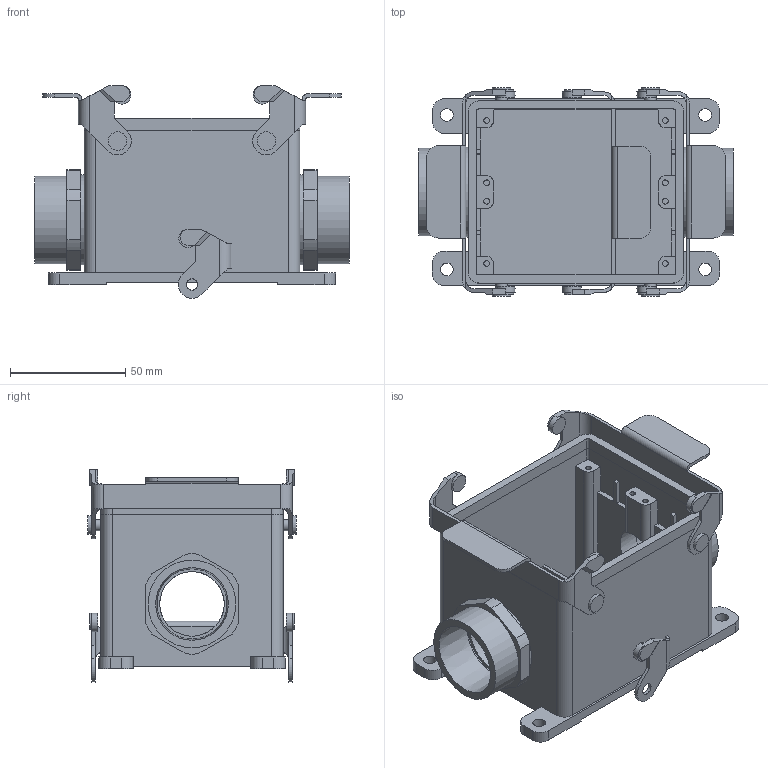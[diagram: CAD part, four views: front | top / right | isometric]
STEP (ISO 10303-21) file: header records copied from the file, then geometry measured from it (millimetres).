
FILE_DESCRIPTION( ( 'Unknown' ), '1' );
FILE_NAME( 'H_B_32_SGRL_NPT_1_ASM.stp', 'Unknown', ( 'Unknown' ), ( 'Unknown' ), 'PSStep 11.0', 'Unknown', ' ' );
FILE_SCHEMA( ( 'AUTOMOTIVE_DESIGN { 1 0 10303 214 1 1 1 1 }' ) );
Length unit declared in the file: millimetre
Products named in the file (3): Assem1; H_A_16_LB_C; H_B_32_SGRL_NPT_1
Bounding box: 136.5 x 90.4 x 92.18 mm (x, y, z)
Volume: 305655.9 mm3; surface area: 163640.2 mm2
Topology: 5 solids, 5 shells, 560 faces, 1512 edges, 1012 vertices
Faces by surface type: plane 356, cylinder 200, cone 4
Full cylindrical faces by diameter (mm): 2.459 x16, 4.9 x8, 5 x6, 5.5 x8, 8 x14, 28 x4, 30.411 x4, 38 x4, 39 x4
Entity records: 9906 total; most frequent: CARTESIAN_POINT 1459, DIRECTION 1332, ORIENTED_EDGE 1264, EDGE_CURVE 632, AXIS2_PLACEMENT_3D 449, VERTEX_POINT 440, LINE 434, VECTOR 434
